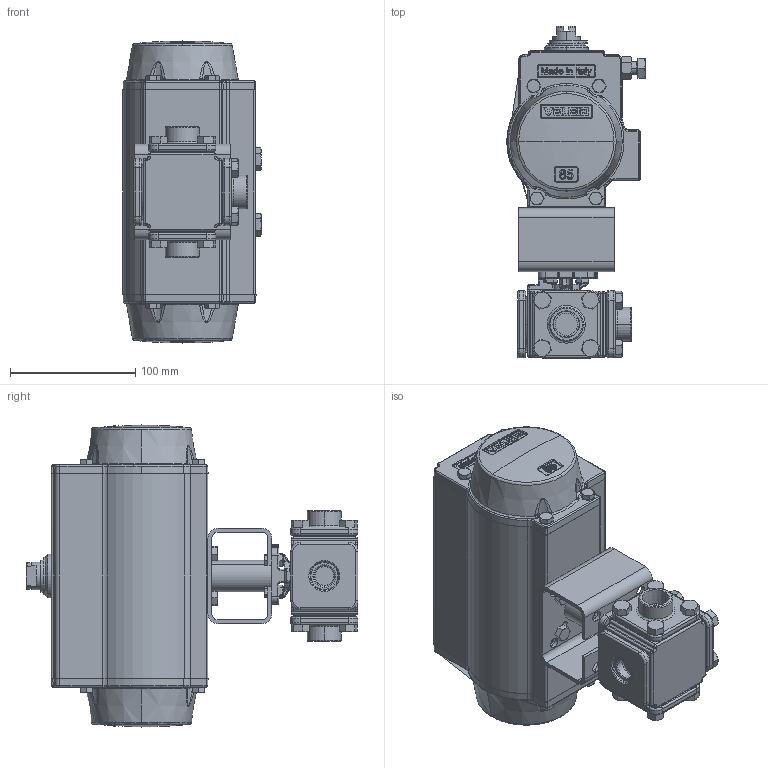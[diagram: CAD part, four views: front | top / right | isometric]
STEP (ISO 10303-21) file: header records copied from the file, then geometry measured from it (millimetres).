
FILE_DESCRIPTION (( 'STEP AP203' ), '1' );
FILE_NAME ('3W21-050-PT_UT-2.5.STEP', '2018-01-22T20:46:44', ( '' ), ( '' ), 'SwSTEP 2.0', 'SolidWorks 2014', '' );
FILE_SCHEMA (( 'CONFIG_CONTROL_DESIGN' ));
Length unit declared in the file: inch
Products named in the file (1): 3W21-050-PT_UT-2.5
Bounding box: 110.39 x 264.51 x 240.69 mm (x, y, z)
Volume: 2629008.5 mm3; surface area: 215908.5 mm2
Topology: 16 solids, 16 shells, 2431 faces, 6060 edges, 3732 vertices
Faces by surface type: plane 889, cylinder 517, bspline 491, cone 385, torus 93, sphere 56
Entity records: 98473 total; most frequent: CARTESIAN_POINT 43888, ORIENTED_EDGE 12024, DIRECTION 10442, EDGE_CURVE 6012, AXIS2_PLACEMENT_3D 3972, VERTEX_POINT 3732, EDGE_LOOP 2656, LINE 2498
